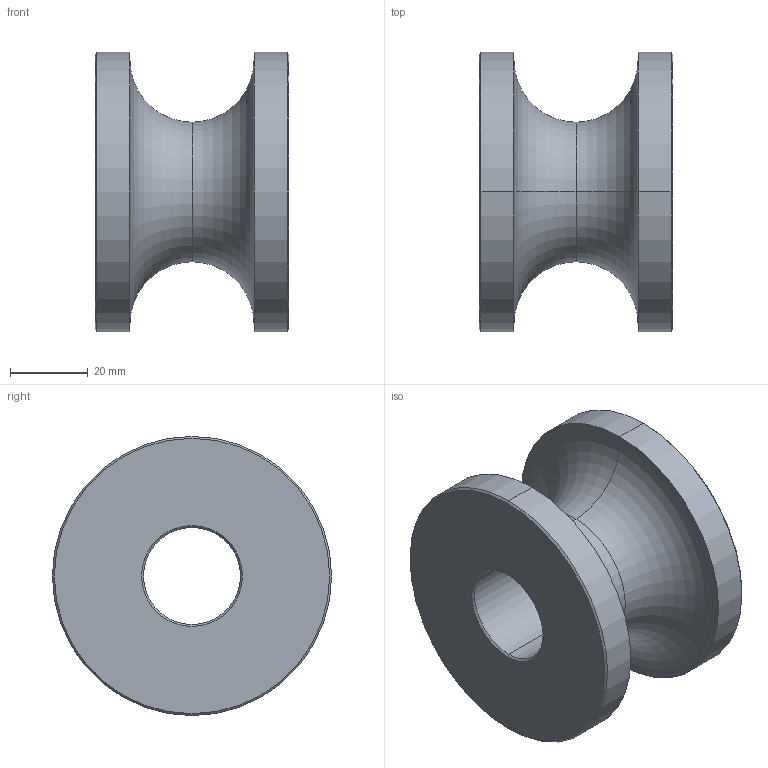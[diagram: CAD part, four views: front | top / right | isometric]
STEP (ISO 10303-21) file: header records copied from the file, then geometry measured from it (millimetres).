
FILE_DESCRIPTION (( 'STEP AP214' ), '1' );
FILE_NAME ('2023_CINT_02_POULIE MENEE.STEP', '2023-05-11T15:33:33', ( '' ), ( '' ), 'SwSTEP 2.0', 'SolidWorks 2022', '' );
FILE_SCHEMA (( 'AUTOMOTIVE_DESIGN' ));
Length unit declared in the file: millimetre
Products named in the file (1): 2023_CINT_02_POULIE MENEE
Bounding box: 50 x 72 x 72 mm (x, y, z)
Volume: 96133.2 mm3; surface area: 23382 mm2
Topology: 1 solids, 1 shells, 22 faces, 44 edges, 26 vertices
Faces by surface type: cone 8, cylinder 6, torus 4, plane 4
Entity records: 616 total; most frequent: DIRECTION 120, CARTESIAN_POINT 93, ORIENTED_EDGE 88, AXIS2_PLACEMENT_3D 53, EDGE_CURVE 44, CIRCLE 30, VERTEX_POINT 26, EDGE_LOOP 26
